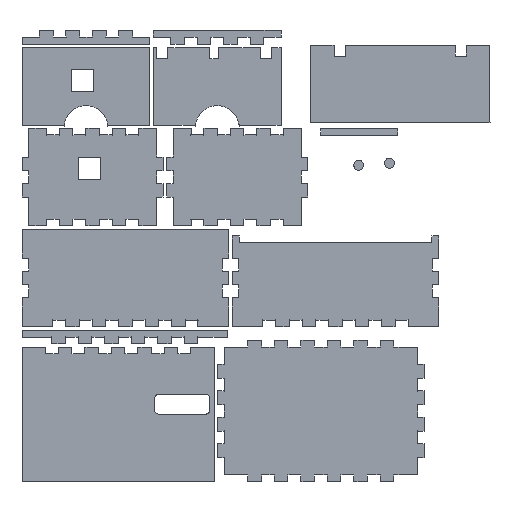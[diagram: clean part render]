
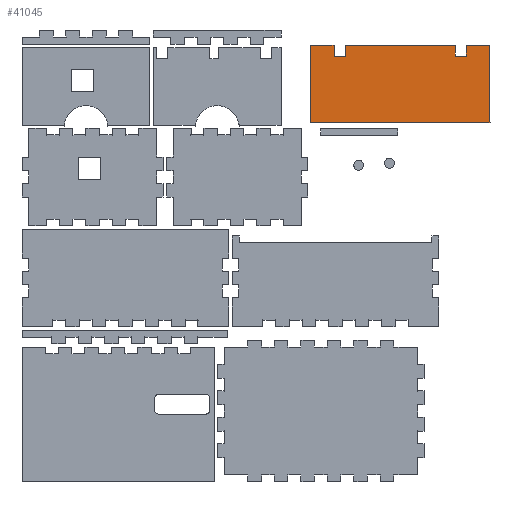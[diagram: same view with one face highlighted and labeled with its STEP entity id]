
A CAD part, top view. The second image highlights one B-rep face of the part: STEP entity #41045.
In plain terms, the highlighted planar face has unit normal (0, 0, 1).
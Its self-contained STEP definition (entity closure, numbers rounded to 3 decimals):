
#1919=FACE_OUTER_BOUND('',#3925,.T.);
#3925=EDGE_LOOP('',(#36347,#36348,#36349,#36350,#36351,#36352,#36353,#36354,
#36355,#36356,#36357,#36358));
#9527=LINE('',#63789,#15425);
#9530=LINE('',#63795,#15428);
#9533=LINE('',#63801,#15431);
#9536=LINE('',#63807,#15434);
#9539=LINE('',#63813,#15437);
#9542=LINE('',#63819,#15440);
#9545=LINE('',#63825,#15443);
#9548=LINE('',#63831,#15446);
#9551=LINE('',#63837,#15449);
#9554=LINE('',#63843,#15452);
#9557=LINE('',#63849,#15455);
#9560=LINE('',#63853,#15458);
#15425=VECTOR('',#52387,10.);
#15428=VECTOR('',#52392,10.);
#15431=VECTOR('',#52397,10.);
#15434=VECTOR('',#52402,10.);
#15437=VECTOR('',#52407,10.);
#15440=VECTOR('',#52412,10.);
#15443=VECTOR('',#52417,10.);
#15446=VECTOR('',#52422,10.);
#15449=VECTOR('',#52427,10.);
#15452=VECTOR('',#52432,10.);
#15455=VECTOR('',#52437,10.);
#15458=VECTOR('',#52442,10.);
#19195=VERTEX_POINT('',#63786);
#19196=VERTEX_POINT('',#63788);
#19198=VERTEX_POINT('',#63794);
#19200=VERTEX_POINT('',#63800);
#19202=VERTEX_POINT('',#63806);
#19204=VERTEX_POINT('',#63812);
#19206=VERTEX_POINT('',#63818);
#19208=VERTEX_POINT('',#63824);
#19210=VERTEX_POINT('',#63830);
#19212=VERTEX_POINT('',#63836);
#19214=VERTEX_POINT('',#63842);
#19216=VERTEX_POINT('',#63848);
#24931=EDGE_CURVE('',#19196,#19195,#9527,.T.);
#24934=EDGE_CURVE('',#19198,#19196,#9530,.T.);
#24937=EDGE_CURVE('',#19200,#19198,#9533,.T.);
#24940=EDGE_CURVE('',#19202,#19200,#9536,.T.);
#24943=EDGE_CURVE('',#19204,#19202,#9539,.T.);
#24946=EDGE_CURVE('',#19206,#19204,#9542,.T.);
#24949=EDGE_CURVE('',#19208,#19206,#9545,.T.);
#24952=EDGE_CURVE('',#19210,#19208,#9548,.T.);
#24955=EDGE_CURVE('',#19212,#19210,#9551,.T.);
#24958=EDGE_CURVE('',#19214,#19212,#9554,.T.);
#24961=EDGE_CURVE('',#19216,#19214,#9557,.T.);
#24964=EDGE_CURVE('',#19195,#19216,#9560,.T.);
#36347=ORIENTED_EDGE('',*,*,#24964,.T.);
#36348=ORIENTED_EDGE('',*,*,#24961,.T.);
#36349=ORIENTED_EDGE('',*,*,#24958,.T.);
#36350=ORIENTED_EDGE('',*,*,#24955,.T.);
#36351=ORIENTED_EDGE('',*,*,#24952,.T.);
#36352=ORIENTED_EDGE('',*,*,#24949,.T.);
#36353=ORIENTED_EDGE('',*,*,#24946,.T.);
#36354=ORIENTED_EDGE('',*,*,#24943,.T.);
#36355=ORIENTED_EDGE('',*,*,#24940,.T.);
#36356=ORIENTED_EDGE('',*,*,#24937,.T.);
#36357=ORIENTED_EDGE('',*,*,#24934,.T.);
#36358=ORIENTED_EDGE('',*,*,#24931,.T.);
#39047=PLANE('',#43081);
#41045=ADVANCED_FACE('',(#1919),#39047,.T.);
#43081=AXIS2_PLACEMENT_3D('',#63854,#52443,#52444);
#52387=DIRECTION('',(-1.,0.,0.));
#52392=DIRECTION('',(0.,1.,0.));
#52397=DIRECTION('',(1.,0.,0.));
#52402=DIRECTION('',(0.,-1.,0.));
#52407=DIRECTION('',(-1.,0.,0.));
#52412=DIRECTION('',(0.,1.,0.));
#52417=DIRECTION('',(-1.,0.,0.));
#52422=DIRECTION('',(0.,-1.,0.));
#52427=DIRECTION('',(-1.,0.,0.));
#52432=DIRECTION('',(0.,1.,0.));
#52437=DIRECTION('',(-1.,0.,0.));
#52442=DIRECTION('',(0.,-1.,0.));
#52443=DIRECTION('center_axis',(0.,0.,1.));
#52444=DIRECTION('ref_axis',(1.,0.,0.));
#63786=CARTESIAN_POINT('',(330.739,316.604,3.));
#63788=CARTESIAN_POINT('',(341.418,316.6,3.));
#63789=CARTESIAN_POINT('',(259.989,316.629,3.));
#63794=CARTESIAN_POINT('',(341.418,281.429,3.));
#63795=CARTESIAN_POINT('',(341.418,316.6,3.));
#63800=CARTESIAN_POINT('',(259.989,281.429,3.));
#63801=CARTESIAN_POINT('',(341.418,281.429,3.));
#63806=CARTESIAN_POINT('',(259.989,316.629,3.));
#63807=CARTESIAN_POINT('',(259.989,281.429,3.));
#63812=CARTESIAN_POINT('',(270.739,316.625,3.));
#63813=CARTESIAN_POINT('',(259.989,316.629,3.));
#63818=CARTESIAN_POINT('',(270.739,311.629,3.));
#63819=CARTESIAN_POINT('',(270.739,316.629,3.));
#63824=CARTESIAN_POINT('',(275.739,311.629,3.));
#63825=CARTESIAN_POINT('',(270.739,311.629,3.));
#63830=CARTESIAN_POINT('',(275.739,316.624,3.));
#63831=CARTESIAN_POINT('',(275.739,311.629,3.));
#63836=CARTESIAN_POINT('',(325.739,316.606,3.));
#63837=CARTESIAN_POINT('',(259.989,316.629,3.));
#63842=CARTESIAN_POINT('',(325.739,311.629,3.));
#63843=CARTESIAN_POINT('',(325.739,311.629,3.));
#63848=CARTESIAN_POINT('',(330.739,311.629,3.));
#63849=CARTESIAN_POINT('',(330.739,311.629,3.));
#63853=CARTESIAN_POINT('',(330.739,316.629,3.));
#63854=CARTESIAN_POINT('Origin',(300.704,299.029,3.));
